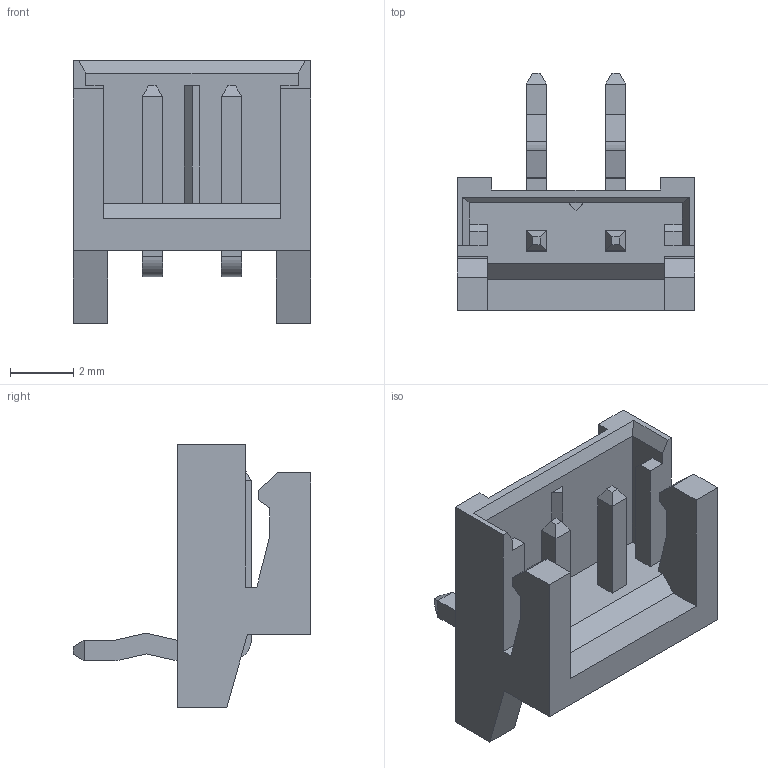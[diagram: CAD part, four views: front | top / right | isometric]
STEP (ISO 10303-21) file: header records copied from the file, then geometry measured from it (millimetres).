
FILE_DESCRIPTION( ( 'Unknown' ), '1' );
FILE_NAME( '68800211722.stp', 'Unknown', ( 'Unknown' ), ( 'Unknown' ), 'PSStep 21.0.46', 'Unknown', ' ' );
FILE_SCHEMA( ( 'AUTOMOTIVE_DESIGN { 1 0 10303 214 1 1 1 1 }' ) );
Length unit declared in the file: millimetre
Products named in the file (3): Assem1; Pin1; 68800211722
Assembly tree (3 placements, depth 2):
  Assem1
    Pin1  x2
    68800211722
Bounding box: 7.5 x 7.5 x 8.3 mm (x, y, z)
Volume: 91.7 mm3; surface area: 327 mm2
Topology: 3 solids, 3 shells, 144 faces, 390 edges, 254 vertices
Faces by surface type: plane 128, cylinder 16
Entity records: 4372 total; most frequent: CARTESIAN_POINT 614, ORIENTED_EDGE 604, DIRECTION 546, EDGE_CURVE 302, LINE 286, VECTOR 286, VERTEX_POINT 198, AXIS2_PLACEMENT_3D 130
